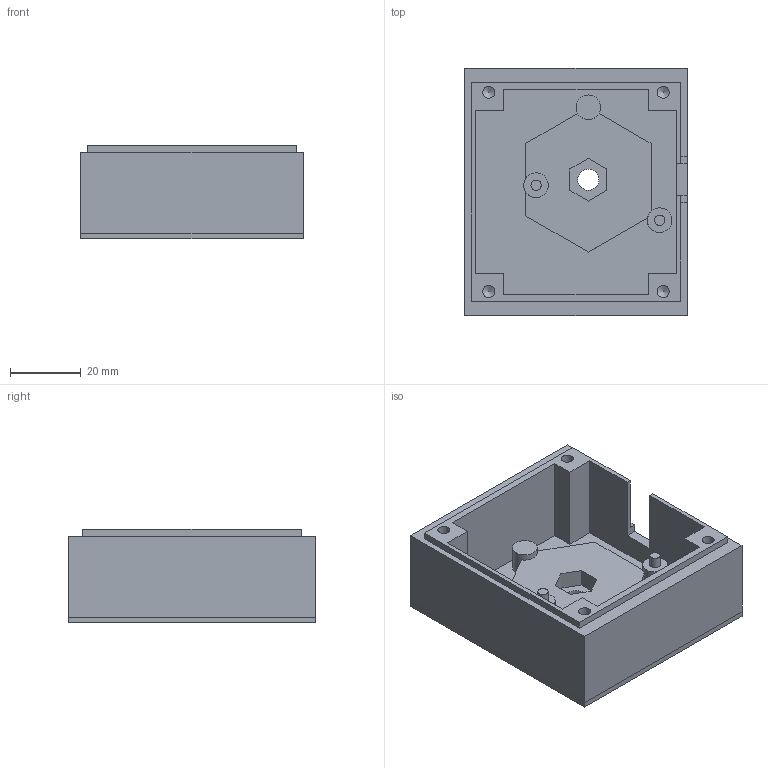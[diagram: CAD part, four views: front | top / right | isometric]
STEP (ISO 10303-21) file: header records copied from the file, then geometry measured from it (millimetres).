
FILE_DESCRIPTION(('FreeCAD Model'),'2;1');
FILE_NAME('Open CASCADE Shape Model','2023-06-15T15:05:08',(''),(''), 'Open CASCADE STEP processor 7.6','FreeCAD','Unknown');
FILE_SCHEMA(('AUTOMOTIVE_DESIGN { 1 0 10303 214 1 1 1 1 }'));
Length unit declared in the file: millimetre
Products named in the file (1): Pad008
Bounding box: 63 x 70 x 26.5 mm (x, y, z)
Volume: 42120.9 mm3; surface area: 22850.6 mm2
Topology: 1 solids, 1 shells, 72 faces, 186 edges, 120 vertices
Faces by surface type: plane 58, cylinder 10, cone 4
Full cylindrical faces by diameter (mm): 2.9 x2, 3.4 x4, 6 x1, 7 x3
Entity records: 4523 total; most frequent: CARTESIAN_POINT 795, DIRECTION 687, LINE 472, VECTOR 472, ORIENTED_EDGE 364, PCURVE 364, DEFINITIONAL_REPRESENTATION 364, EDGE_CURVE 182
